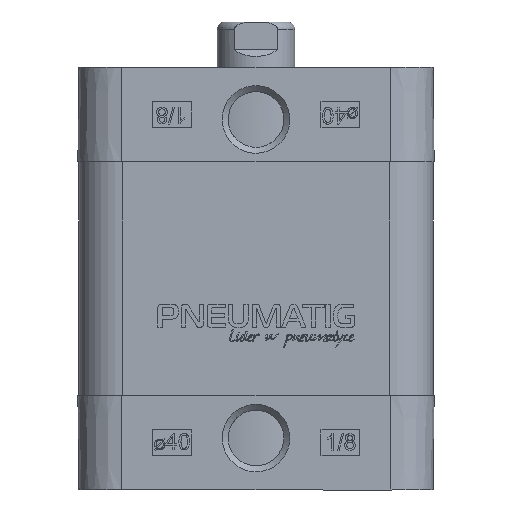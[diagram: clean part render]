
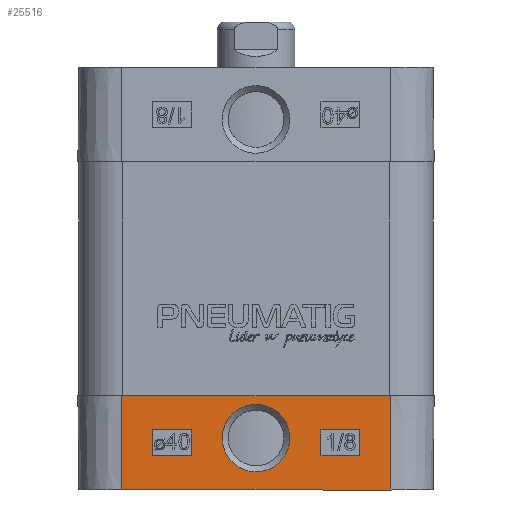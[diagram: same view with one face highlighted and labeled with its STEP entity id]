
A CAD part, left-side view. The second image highlights one B-rep face of the part: STEP entity #25516.
In plain terms, the highlighted planar face has unit normal (-1, 0, -0.009).
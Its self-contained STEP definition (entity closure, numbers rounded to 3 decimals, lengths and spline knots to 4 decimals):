
#913=PLANE($,#27097);
#1421=LINE($,#33099,#3412);
#1604=LINE($,#34267,#3595);
#1606=LINE($,#34271,#3597);
#1608=LINE($,#34275,#3599);
#1610=LINE($,#34278,#3601);
#1612=LINE($,#34284,#3603);
#1614=LINE($,#34288,#3605);
#1616=LINE($,#34292,#3607);
#1618=LINE($,#34295,#3609);
#1620=LINE($,#34409,#3611);
#1621=LINE($,#34410,#3612);
#1622=LINE($,#34411,#3613);
#3412=VECTOR($,#28482,4.13);
#3595=VECTOR($,#28819,0.4);
#3597=VECTOR($,#28823,0.6);
#3599=VECTOR($,#28827,0.4);
#3601=VECTOR($,#28831,0.6);
#3603=VECTOR($,#28837,0.4);
#3605=VECTOR($,#28841,0.6);
#3607=VECTOR($,#28845,0.4);
#3609=VECTOR($,#28849,0.6);
#3611=VECTOR($,#28857,4.13);
#3612=VECTOR($,#28858,1.4501);
#3613=VECTOR($,#28859,1.4501);
#5397=FACE_BOUND($,#8783,.T.);
#5398=FACE_BOUND($,#8784,.T.);
#5399=FACE_BOUND($,#8785,.T.);
#5654=B_SPLINE_CURVE_WITH_KNOTS($,3,(#34362,#34363,#34364,#34365,#34366,
#34367,#34368,#34369,#34370,#34371,#34372,#34373,#34374,#34375,#34376,#34377,
#34378,#34379,#34380,#34381,#34382,#34383,#34384,#34385,#34386,#34387,#34388,
#34389,#34390,#34391,#34392,#34393,#34394,#34395,#34396,#34397,#34398,#34399,
#34400,#34401,#34402,#34403,#34404),.UNSPECIFIED.,.T.,.F.,(4,3,3,3,3,3,
3,3,3,3,3,3,3,3,4),(0.,0.2329,0.4472,0.831,
1.2418,1.436,1.6824,1.9158,2.1355,
2.5393,2.8833,3.1203,3.3576,3.5849,
3.8177),.UNSPECIFIED.);
#7236=FACE_OUTER_BOUND($,#8782,.T.);
#8782=EDGE_LOOP($,(#18132,#18133,#18134,#18135));
#8783=EDGE_LOOP($,(#18136,#18137,#18138,#18139));
#8784=EDGE_LOOP($,(#18140,#18141,#18142,#18143));
#8785=EDGE_LOOP($,(#18144));
#10802=VERTEX_POINT($,#33096);
#10803=VERTEX_POINT($,#33098);
#11030=VERTEX_POINT($,#34264);
#11031=VERTEX_POINT($,#34266);
#11032=VERTEX_POINT($,#34270);
#11033=VERTEX_POINT($,#34274);
#11034=VERTEX_POINT($,#34281);
#11035=VERTEX_POINT($,#34283);
#11036=VERTEX_POINT($,#34287);
#11037=VERTEX_POINT($,#34291);
#11038=VERTEX_POINT($,#34337);
#11040=VERTEX_POINT($,#34407);
#11041=VERTEX_POINT($,#34408);
#13479=EDGE_CURVE($,#10803,#10802,#1421,.T.);
#13783=EDGE_CURVE($,#11031,#11030,#1604,.T.);
#13785=EDGE_CURVE($,#11032,#11031,#1606,.T.);
#13787=EDGE_CURVE($,#11033,#11032,#1608,.T.);
#13789=EDGE_CURVE($,#11030,#11033,#1610,.T.);
#13791=EDGE_CURVE($,#11035,#11034,#1612,.T.);
#13793=EDGE_CURVE($,#11036,#11035,#1614,.T.);
#13795=EDGE_CURVE($,#11037,#11036,#1616,.T.);
#13797=EDGE_CURVE($,#11034,#11037,#1618,.T.);
#13800=EDGE_CURVE($,#11038,#11038,#5654,.T.);
#13801=EDGE_CURVE($,#11040,#11041,#1620,.T.);
#13802=EDGE_CURVE($,#10803,#11041,#1621,.T.);
#13803=EDGE_CURVE($,#10802,#11040,#1622,.T.);
#18132=ORIENTED_EDGE($,*,*,#13801,.T.);
#18133=ORIENTED_EDGE($,*,*,#13802,.F.);
#18134=ORIENTED_EDGE($,*,*,#13479,.T.);
#18135=ORIENTED_EDGE($,*,*,#13803,.T.);
#18136=ORIENTED_EDGE($,*,*,#13783,.T.);
#18137=ORIENTED_EDGE($,*,*,#13789,.T.);
#18138=ORIENTED_EDGE($,*,*,#13787,.T.);
#18139=ORIENTED_EDGE($,*,*,#13785,.T.);
#18140=ORIENTED_EDGE($,*,*,#13791,.T.);
#18141=ORIENTED_EDGE($,*,*,#13797,.T.);
#18142=ORIENTED_EDGE($,*,*,#13795,.T.);
#18143=ORIENTED_EDGE($,*,*,#13793,.T.);
#18144=ORIENTED_EDGE($,*,*,#13800,.F.);
#25516=ADVANCED_FACE($,(#7236,#5397,#5398,#5399),#913,.T.);
#27097=AXIS2_PLACEMENT_3D($,#34406,#28855,#28856);
#28482=DIRECTION($,(0.,1.,0.));
#28819=DIRECTION($,(-0.009,0.,1.));
#28823=DIRECTION($,(0.,1.,0.));
#28827=DIRECTION($,(0.009,0.,-1.));
#28831=DIRECTION($,(0.,-1.,0.));
#28837=DIRECTION($,(-0.009,0.,1.));
#28841=DIRECTION($,(0.,1.,0.));
#28845=DIRECTION($,(0.009,0.,-1.));
#28849=DIRECTION($,(0.,-1.,0.));
#28855=DIRECTION('center_axis',(-1.,0.,-0.009));
#28856=DIRECTION('ref_axis',(-0.009,0.,
1.));
#28857=DIRECTION($,(0.,-1.,0.));
#28858=DIRECTION($,(0.009,0.,-1.));
#28859=DIRECTION($,(0.009,0.,-1.));
#33096=CARTESIAN_POINT('',(-2.74,2.065,1.45));
#33098=CARTESIAN_POINT('',(-2.74,-2.065,1.45));
#33099=CARTESIAN_POINT($,(-2.74,-2.065,1.45));
#34264=CARTESIAN_POINT('',(-2.7354,-1.,0.925));
#34266=CARTESIAN_POINT('',(-2.7319,-1.,0.525));
#34267=CARTESIAN_POINT($,(-2.7319,-1.,0.525));
#34270=CARTESIAN_POINT('',(-2.7319,-1.6,0.525));
#34271=CARTESIAN_POINT($,(-2.7319,-1.6,0.525));
#34274=CARTESIAN_POINT('',(-2.7354,-1.6,0.925));
#34275=CARTESIAN_POINT($,(-2.7354,-1.6,0.925));
#34278=CARTESIAN_POINT($,(-2.7354,-1.,0.925));
#34281=CARTESIAN_POINT('',(-2.7354,1.6,0.925));
#34283=CARTESIAN_POINT('',(-2.7319,1.6,0.525));
#34284=CARTESIAN_POINT($,(-2.7319,1.6,0.525));
#34287=CARTESIAN_POINT('',(-2.7319,1.,0.525));
#34288=CARTESIAN_POINT($,(-2.7319,1.,0.525));
#34291=CARTESIAN_POINT('',(-2.7354,1.,0.925));
#34292=CARTESIAN_POINT($,(-2.7354,1.,0.925));
#34295=CARTESIAN_POINT($,(-2.7354,1.6,0.925));
#34337=CARTESIAN_POINT('',(-2.7389,-0.0001,1.3187));
#34362=CARTESIAN_POINT('Ctrl Pts',(-2.7298,-0.0003,
0.2806));
#34363=CARTESIAN_POINT('Ctrl Pts',(-2.7298,-0.0779,
0.2805));
#34364=CARTESIAN_POINT('Ctrl Pts',(-2.7299,-0.1577,
0.2981));
#34365=CARTESIAN_POINT('Ctrl Pts',(-2.7302,-0.2256,
0.3307));
#34366=CARTESIAN_POINT('Ctrl Pts',(-2.7305,-0.2881,
0.3608));
#34367=CARTESIAN_POINT('Ctrl Pts',(-2.7308,-0.3344,
0.3987));
#34368=CARTESIAN_POINT('Ctrl Pts',(-2.7312,-0.3713,
0.4369));
#34369=CARTESIAN_POINT('Ctrl Pts',(-2.7318,-0.4373,
0.5053));
#34370=CARTESIAN_POINT('Ctrl Pts',(-2.7325,-0.4855,
0.5924));
#34371=CARTESIAN_POINT('Ctrl Pts',(-2.7333,-0.5064,
0.6836));
#34372=CARTESIAN_POINT('Ctrl Pts',(-2.7342,-0.5287,
0.7813));
#34373=CARTESIAN_POINT('Ctrl Pts',(-2.7351,-0.5207,
0.8877));
#34374=CARTESIAN_POINT('Ctrl Pts',(-2.7359,-0.4851,
0.9834));
#34375=CARTESIAN_POINT('Ctrl Pts',(-2.7363,-0.4683,
1.0286));
#34376=CARTESIAN_POINT('Ctrl Pts',(-2.7367,-0.4438,
1.0765));
#34377=CARTESIAN_POINT('Ctrl Pts',(-2.7371,-0.4066,
1.1232));
#34378=CARTESIAN_POINT('Ctrl Pts',(-2.7377,-0.3593,
1.1825));
#34379=CARTESIAN_POINT('Ctrl Pts',(-2.7381,-0.2926,
1.2349));
#34380=CARTESIAN_POINT('Ctrl Pts',(-2.7384,-0.2201,
1.2688));
#34381=CARTESIAN_POINT('Ctrl Pts',(-2.7387,-0.1515,
1.3009));
#34382=CARTESIAN_POINT('Ctrl Pts',(-2.7389,-0.074,
1.3187));
#34383=CARTESIAN_POINT('Ctrl Pts',(-2.7389,-0.0001,
1.3187));
#34384=CARTESIAN_POINT('Ctrl Pts',(-2.7389,0.0695,
1.3187));
#34385=CARTESIAN_POINT('Ctrl Pts',(-2.7387,0.1281,
1.3045));
#34386=CARTESIAN_POINT('Ctrl Pts',(-2.7386,0.1765,
1.2868));
#34387=CARTESIAN_POINT('Ctrl Pts',(-2.7383,0.2654,
1.2542));
#34388=CARTESIAN_POINT('Ctrl Pts',(-2.7378,0.3454,
1.1993));
#34389=CARTESIAN_POINT('Ctrl Pts',(-2.7371,0.4062,
1.1231));
#34390=CARTESIAN_POINT('Ctrl Pts',(-2.7366,0.4581,
1.0582));
#34391=CARTESIAN_POINT('Ctrl Pts',(-2.7358,0.4973,
0.9717));
#34392=CARTESIAN_POINT('Ctrl Pts',(-2.735,0.5122,
0.8824));
#34393=CARTESIAN_POINT('Ctrl Pts',(-2.7345,0.5224,
0.8208));
#34394=CARTESIAN_POINT('Ctrl Pts',(-2.7339,0.5237,0.7566));
#34395=CARTESIAN_POINT('Ctrl Pts',(-2.7333,0.507,
0.6836));
#34396=CARTESIAN_POINT('Ctrl Pts',(-2.7327,0.4904,
0.6106));
#34397=CARTESIAN_POINT('Ctrl Pts',(-2.732,0.4533,
0.5347));
#34398=CARTESIAN_POINT('Ctrl Pts',(-2.7315,0.4031,
0.4729));
#34399=CARTESIAN_POINT('Ctrl Pts',(-2.731,0.355,
0.4137));
#34400=CARTESIAN_POINT('Ctrl Pts',(-2.7305,0.2941,
0.3644));
#34401=CARTESIAN_POINT('Ctrl Pts',(-2.7302,0.2254,
0.3313));
#34402=CARTESIAN_POINT('Ctrl Pts',(-2.7299,0.155,0.2973));
#34403=CARTESIAN_POINT('Ctrl Pts',(-2.7298,0.0773,
0.2807));
#34404=CARTESIAN_POINT('Ctrl Pts',(-2.7298,-0.0003,
0.2806));
#34406=CARTESIAN_POINT('Origin',(-2.74,0.,1.45));
#34407=CARTESIAN_POINT('',(-2.7273,2.065,0.));
#34408=CARTESIAN_POINT('',(-2.7273,-2.065,0.));
#34409=CARTESIAN_POINT($,(-2.7273,2.065,0.));
#34410=CARTESIAN_POINT($,(-2.74,-2.065,1.45));
#34411=CARTESIAN_POINT($,(-2.74,2.065,1.45));
